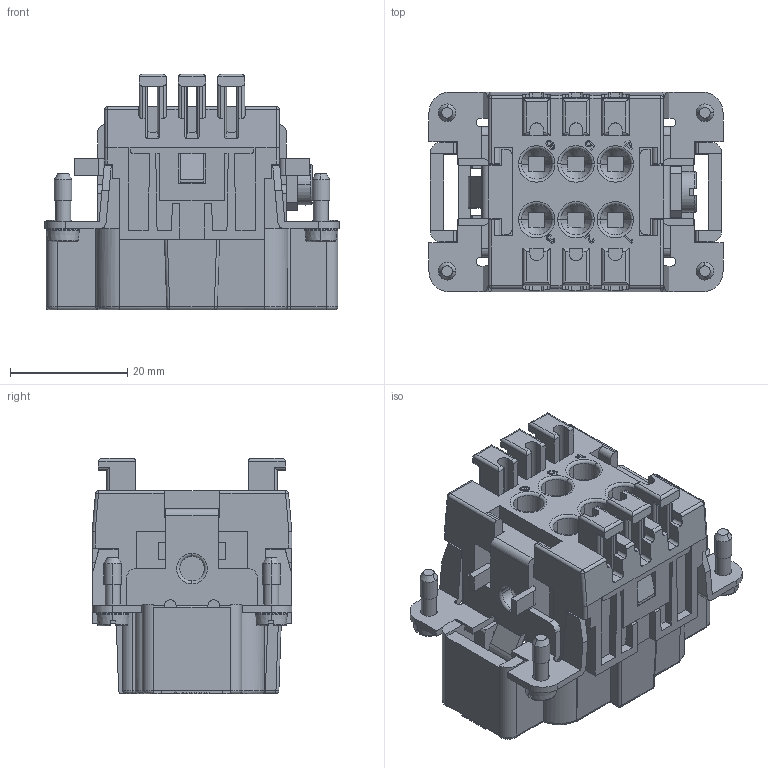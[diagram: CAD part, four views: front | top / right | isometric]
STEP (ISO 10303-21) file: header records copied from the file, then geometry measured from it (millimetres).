
FILE_DESCRIPTION(('Creo Elements/Direct Modeling STEP Export'),'2;1');
FILE_NAME('JSHM 06.stp','2014-08-05T 8:30:34',(''),(''),'Creo Elements/Direct Modeling STEP processor for AP214 (Solid Model)','Creo Elements/Direct Modeling 18.0B 02-Dec-2011 (C) Parametric Technology GmbH','');
FILE_SCHEMA(('AUTOMOTIVE_DESIGN { 1 0 10303 214 1 1 1 1 }'));
Products named in the file (3): JSHM_06; JSHM_06.stp
Assembly tree (2 placements, depth 3):
  JSHM_06.stp
    JSHM_06
      JSHM_06
Bounding box: 50.1 x 34 x 40.1 mm (x, y, z)
Volume: 24311.9 mm3; surface area: 18347 mm2
Topology: 1 solids, 1 shells, 1768 faces, 4988 edges, 3245 vertices
Faces by surface type: plane 1311, cylinder 324, cone 66, torus 57, sphere 10
Entity records: 66426 total; most frequent: CARTESIAN_POINT 12689, ORIENTED_EDGE 9964, DIRECTION 8533, EDGE_CURVE 4978, VECTOR 3863, LINE 3863, VERTEX_POINT 3245, AXIS2_PLACEMENT_3D 2335
